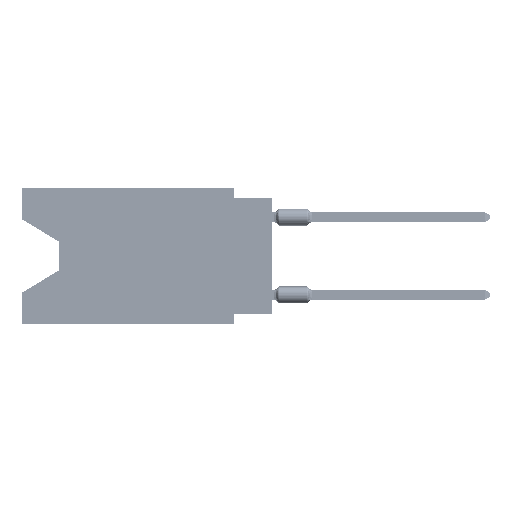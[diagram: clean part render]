
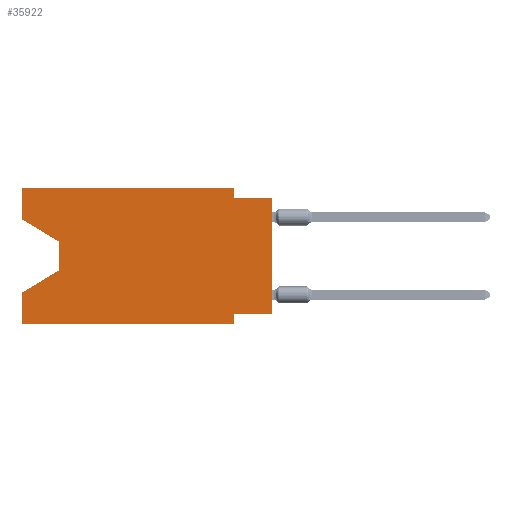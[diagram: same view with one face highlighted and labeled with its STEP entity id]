
A CAD part, left-side view. The second image highlights one B-rep face of the part: STEP entity #35922.
In plain terms, the highlighted planar face has unit normal (-1, 0, 0).
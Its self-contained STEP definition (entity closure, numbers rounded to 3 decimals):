
#176 = DIRECTION ( 'NONE',  ( 0., 0., 1. ) ) ;
#567 = DIRECTION ( 'NONE',  ( 0., 0., 1. ) ) ;
#2631 = CARTESIAN_POINT ( 'NONE',  ( 0., 13.97, -5.385 ) ) ;
#3145 = DIRECTION ( 'NONE',  ( 0., -1., 0. ) ) ;
#3425 = VECTOR ( 'NONE', #28961, 1000. ) ;
#3898 = DIRECTION ( 'NONE',  ( 0., 0., -1. ) ) ;
#3990 = LINE ( 'NONE', #9890, #32900 ) ;
#5596 = EDGE_CURVE ( 'NONE', #51289, #30904, #24888, .T. ) ;
#6380 = DIRECTION ( 'NONE',  ( 0., 0., -1. ) ) ;
#7892 = CARTESIAN_POINT ( 'NONE',  ( 0., 16.383, -8.89 ) ) ;
#8644 = VERTEX_POINT ( 'NONE', #57971 ) ;
#9633 = LINE ( 'NONE', #22668, #3425 ) ;
#9890 = CARTESIAN_POINT ( 'NONE',  ( 0., 13.97, -3.505 ) ) ;
#10717 = DIRECTION ( 'NONE',  ( 0., 0., -1. ) ) ;
#10901 = EDGE_CURVE ( 'NONE', #46012, #52714, #57245, .T. ) ;
#12539 = CARTESIAN_POINT ( 'NONE',  ( 0., 16.383, -2.038 ) ) ;
#13107 = DIRECTION ( 'NONE',  ( 0., -1., 0. ) ) ;
#14188 = VECTOR ( 'NONE', #6380, 1000. ) ;
#14210 = CARTESIAN_POINT ( 'NONE',  ( 0., 16.383, 0. ) ) ;
#15093 = EDGE_LOOP ( 'NONE', ( #57965, #36598, #22959, #16245, #37299, #27471, #79923, #24195, #20065, #31852, #82476, #57029 ) ) ;
#16102 = DIRECTION ( 'NONE',  ( 1., 0., 0. ) ) ;
#16245 = ORIENTED_EDGE ( 'NONE', *, *, #69003, .F. ) ;
#17101 = EDGE_CURVE ( 'NONE', #52025, #81772, #26814, .T. ) ;
#17841 = VECTOR ( 'NONE', #42544, 1000. ) ;
#19266 = DIRECTION ( 'NONE',  ( 0., 0., 1. ) ) ;
#19978 = AXIS2_PLACEMENT_3D ( 'NONE', #37086, #16102, #3898 ) ;
#20065 = ORIENTED_EDGE ( 'NONE', *, *, #33959, .F. ) ;
#22654 = LINE ( 'NONE', #41139, #71049 ) ;
#22668 = CARTESIAN_POINT ( 'NONE',  ( 0., 16.383, 0. ) ) ;
#22959 = ORIENTED_EDGE ( 'NONE', *, *, #38088, .T. ) ;
#24195 = ORIENTED_EDGE ( 'NONE', *, *, #35620, .T. ) ;
#24888 = LINE ( 'NONE', #55578, #14188 ) ;
#25937 = VERTEX_POINT ( 'NONE', #2631 ) ;
#26814 = LINE ( 'NONE', #14210, #58780 ) ;
#27226 = EDGE_CURVE ( 'NONE', #66140, #48934, #48039, .T. ) ;
#27367 = CARTESIAN_POINT ( 'NONE',  ( 0., 2.54, 0. ) ) ;
#27471 = ORIENTED_EDGE ( 'NONE', *, *, #65249, .F. ) ;
#28961 = DIRECTION ( 'NONE',  ( 0., -1., 0. ) ) ;
#30904 = VERTEX_POINT ( 'NONE', #44298 ) ;
#31852 = ORIENTED_EDGE ( 'NONE', *, *, #5596, .F. ) ;
#32116 = CARTESIAN_POINT ( 'NONE',  ( 0., 16.383, 0. ) ) ;
#32208 = CARTESIAN_POINT ( 'NONE',  ( 0., 13.97, -5.385 ) ) ;
#32900 = VECTOR ( 'NONE', #10717, 1000. ) ;
#33959 = EDGE_CURVE ( 'NONE', #30904, #8644, #58660, .T. ) ;
#34999 = CARTESIAN_POINT ( 'NONE',  ( 0., 0., -8.255 ) ) ;
#35620 = EDGE_CURVE ( 'NONE', #66140, #8644, #64461, .T. ) ;
#35922 = ADVANCED_FACE ( 'NONE', ( #69023 ), #55588, .F. ) ;
#36598 = ORIENTED_EDGE ( 'NONE', *, *, #50490, .T. ) ;
#37086 = CARTESIAN_POINT ( 'NONE',  ( 0., 16.383, 0. ) ) ;
#37213 = VECTOR ( 'NONE', #3145, 1000. ) ;
#37299 = ORIENTED_EDGE ( 'NONE', *, *, #10901, .T. ) ;
#38088 = EDGE_CURVE ( 'NONE', #25937, #57658, #82685, .T. ) ;
#38156 = DIRECTION ( 'NONE',  ( 0., -0.855, -0.519 ) ) ;
#40906 = EDGE_CURVE ( 'NONE', #81772, #51289, #9633, .T. ) ;
#41110 = EDGE_CURVE ( 'NONE', #52025, #65337, #81905, .T. ) ;
#41139 = CARTESIAN_POINT ( 'NONE',  ( 0., 2.54, -8.89 ) ) ;
#42544 = DIRECTION ( 'NONE',  ( 0., 1., 0. ) ) ;
#43496 = VECTOR ( 'NONE', #13107, 1000. ) ;
#44298 = CARTESIAN_POINT ( 'NONE',  ( 0., 2.54, -0.635 ) ) ;
#46012 = VERTEX_POINT ( 'NONE', #7892 ) ;
#46737 = CARTESIAN_POINT ( 'NONE',  ( 0., 16.383, 0. ) ) ;
#48039 = LINE ( 'NONE', #34999, #17841 ) ;
#48934 = VERTEX_POINT ( 'NONE', #77991 ) ;
#50490 = EDGE_CURVE ( 'NONE', #65337, #25937, #3990, .T. ) ;
#50589 = CARTESIAN_POINT ( 'NONE',  ( 0., 2.54, -8.89 ) ) ;
#51289 = VERTEX_POINT ( 'NONE', #27367 ) ;
#51564 = DIRECTION ( 'NONE',  ( 0., 0.855, -0.519 ) ) ;
#52025 = VERTEX_POINT ( 'NONE', #61220 ) ;
#52487 = VECTOR ( 'NONE', #176, 1000. ) ;
#52714 = VERTEX_POINT ( 'NONE', #50589 ) ;
#53094 = VECTOR ( 'NONE', #38156, 1000. ) ;
#55578 = CARTESIAN_POINT ( 'NONE',  ( 0., 2.54, 0. ) ) ;
#55588 = PLANE ( 'NONE',  #19978 ) ;
#55828 = CARTESIAN_POINT ( 'NONE',  ( 0., 13.97, -3.505 ) ) ;
#57029 = ORIENTED_EDGE ( 'NONE', *, *, #17101, .F. ) ;
#57245 = LINE ( 'NONE', #70680, #43496 ) ;
#57658 = VERTEX_POINT ( 'NONE', #66483 ) ;
#57965 = ORIENTED_EDGE ( 'NONE', *, *, #41110, .T. ) ;
#57971 = CARTESIAN_POINT ( 'NONE',  ( 0., 0., -0.635 ) ) ;
#58156 = CARTESIAN_POINT ( 'NONE',  ( 0., 0., 0. ) ) ;
#58660 = LINE ( 'NONE', #66618, #37213 ) ;
#58780 = VECTOR ( 'NONE', #19266, 1000. ) ;
#60799 = VECTOR ( 'NONE', #51564, 1000. ) ;
#61220 = CARTESIAN_POINT ( 'NONE',  ( 0., 16.383, -2.038 ) ) ;
#64461 = LINE ( 'NONE', #58156, #69605 ) ;
#65249 = EDGE_CURVE ( 'NONE', #48934, #52714, #22654, .T. ) ;
#65337 = VERTEX_POINT ( 'NONE', #55828 ) ;
#66140 = VERTEX_POINT ( 'NONE', #74142 ) ;
#66483 = CARTESIAN_POINT ( 'NONE',  ( 0., 16.383, -6.852 ) ) ;
#66618 = CARTESIAN_POINT ( 'NONE',  ( 0., 0., -0.635 ) ) ;
#66768 = DIRECTION ( 'NONE',  ( 0., 0., -1. ) ) ;
#69003 = EDGE_CURVE ( 'NONE', #46012, #57658, #81763, .T. ) ;
#69023 = FACE_OUTER_BOUND ( 'NONE', #15093, .T. ) ;
#69605 = VECTOR ( 'NONE', #567, 1000. ) ;
#70680 = CARTESIAN_POINT ( 'NONE',  ( 0., 16.383, -8.89 ) ) ;
#71049 = VECTOR ( 'NONE', #66768, 1000. ) ;
#74142 = CARTESIAN_POINT ( 'NONE',  ( 0., 0., -8.255 ) ) ;
#77991 = CARTESIAN_POINT ( 'NONE',  ( 0., 2.54, -8.255 ) ) ;
#79923 = ORIENTED_EDGE ( 'NONE', *, *, #27226, .F. ) ;
#81763 = LINE ( 'NONE', #32116, #52487 ) ;
#81772 = VERTEX_POINT ( 'NONE', #46737 ) ;
#81905 = LINE ( 'NONE', #12539, #53094 ) ;
#82476 = ORIENTED_EDGE ( 'NONE', *, *, #40906, .F. ) ;
#82685 = LINE ( 'NONE', #32208, #60799 ) ;
